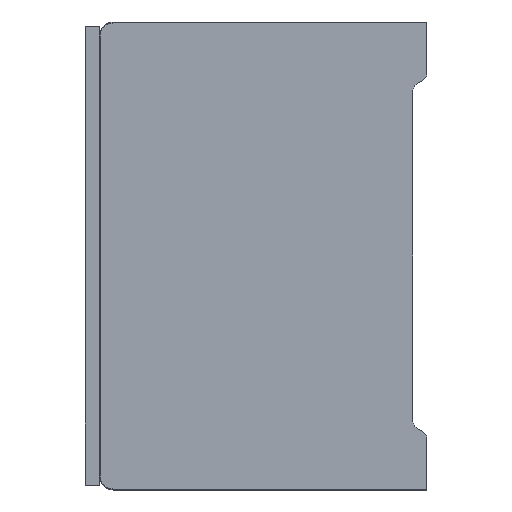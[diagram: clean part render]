
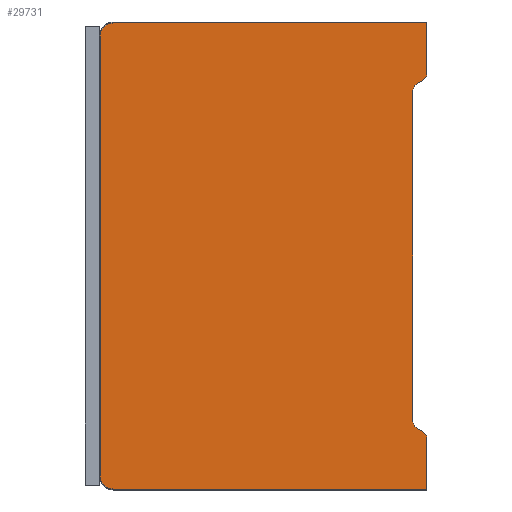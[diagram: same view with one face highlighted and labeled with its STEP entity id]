
A CAD part, left-side view. The second image highlights one B-rep face of the part: STEP entity #29731.
In plain terms, the highlighted planar face has unit normal (-1, 0, 0).
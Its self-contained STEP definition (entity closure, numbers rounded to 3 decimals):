
#3737=DIRECTION('',(0.,0.,1.));
#3738=VECTOR('',#3737,10.8);
#3739=CARTESIAN_POINT('',(0.,0.,-99.8));
#3740=LINE('',#3739,#3738);
#3757=DIRECTION('',(0.,0.,1.));
#3758=VECTOR('',#3757,70.226);
#3759=CARTESIAN_POINT('',(0.,3.,-85.113));
#3760=LINE('',#3759,#3758);
#3785=CARTESIAN_POINT('',(0.,67.,-97.));
#3786=DIRECTION('',(1.,0.,0.));
#3787=DIRECTION('',(0.,0.,-1.));
#3788=AXIS2_PLACEMENT_3D('',#3785,#3786,#3787);
#3790=CARTESIAN_POINT('',(0.,67.,-3.));
#3791=DIRECTION('',(1.,0.,0.));
#3792=DIRECTION('',(0.,1.,0.));
#3793=AXIS2_PLACEMENT_3D('',#3790,#3791,#3792);
#3795=CARTESIAN_POINT('',(0.,1.732,-11.));
#3796=DIRECTION('',(1.,0.,0.));
#3797=DIRECTION('',(0.,-1.,0.));
#3798=AXIS2_PLACEMENT_3D('',#3795,#3796,#3797);
#3800=DIRECTION('',(0.,0.866,-0.5));
#3801=VECTOR('',#3800,1.309);
#3802=CARTESIAN_POINT('',(0.,0.866,-12.5));
#3803=LINE('',#3802,#3801);
#3804=CARTESIAN_POINT('',(0.,1.,-14.887));
#3805=DIRECTION('',(-1.,0.,0.));
#3806=DIRECTION('',(0.,0.5,0.866));
#3807=AXIS2_PLACEMENT_3D('',#3804,#3805,#3806);
#3809=CARTESIAN_POINT('',(0.,1.,-85.113));
#3810=DIRECTION('',(-1.,0.,0.));
#3811=DIRECTION('',(0.,1.,0.));
#3812=AXIS2_PLACEMENT_3D('',#3809,#3810,#3811);
#3814=DIRECTION('',(0.,-0.866,-0.5));
#3815=VECTOR('',#3814,1.309);
#3816=CARTESIAN_POINT('',(0.,2.,
-86.845));
#3817=LINE('',#3816,#3815);
#3818=CARTESIAN_POINT('',(0.,1.732,-89.));
#3819=DIRECTION('',(1.,0.,0.));
#3820=DIRECTION('',(0.,-0.5,0.866));
#3821=AXIS2_PLACEMENT_3D('',#3818,#3819,#3820);
#3827=DIRECTION('',(0.,-1.,0.));
#3828=VECTOR('',#3827,67.);
#3829=CARTESIAN_POINT('',(0.,67.,
-99.8));
#3830=LINE('',#3829,#3828);
#16317=DIRECTION('',(0.,0.,-1.));
#16318=VECTOR('',#16317,94.);
#16319=CARTESIAN_POINT('',(0.,69.8,
-3.));
#16320=LINE('',#16319,#16318);
#16325=DIRECTION('',(0.,1.,0.));
#16326=VECTOR('',#16325,67.);
#16327=CARTESIAN_POINT('',(0.,0.,-0.2));
#16328=LINE('',#16327,#16326);
#16333=DIRECTION('',(0.,0.,1.));
#16334=VECTOR('',#16333,10.8);
#16335=CARTESIAN_POINT('',(0.,0.,-11.));
#16336=LINE('',#16335,#16334);
#21261=CARTESIAN_POINT('',(0.,67.,
-99.8));
#21262=CARTESIAN_POINT('',(0.,69.8,
-97.));
#21263=VERTEX_POINT('',#21261);
#21264=VERTEX_POINT('',#21262);
#21265=CARTESIAN_POINT('',(0.,0.,-99.8));
#21266=VERTEX_POINT('',#21265);
#21267=CARTESIAN_POINT('',(0.,69.8,
-3.));
#21268=VERTEX_POINT('',#21267);
#21269=CARTESIAN_POINT('',(0.,67.,
-0.2));
#21270=VERTEX_POINT('',#21269);
#21271=CARTESIAN_POINT('',(0.,0.,-0.2));
#21272=VERTEX_POINT('',#21271);
#21273=CARTESIAN_POINT('',(0.,0.,-11.));
#21274=VERTEX_POINT('',#21273);
#21275=CARTESIAN_POINT('',(0.,0.866,-12.5));
#21276=VERTEX_POINT('',#21275);
#21277=CARTESIAN_POINT('',(0.,2.,
-13.155));
#21278=VERTEX_POINT('',#21277);
#21279=CARTESIAN_POINT('',(0.,3.,-14.887));
#21280=VERTEX_POINT('',#21279);
#21281=CARTESIAN_POINT('',(0.,3.,-85.113));
#21282=VERTEX_POINT('',#21281);
#21283=CARTESIAN_POINT('',(0.,2.,
-86.845));
#21284=VERTEX_POINT('',#21283);
#21285=CARTESIAN_POINT('',(0.,0.866,-87.5));
#21286=VERTEX_POINT('',#21285);
#21287=CARTESIAN_POINT('',(0.,0.,-89.));
#21288=VERTEX_POINT('',#21287);
#29701=CARTESIAN_POINT('',(0.,34.9,-50.));
#29702=DIRECTION('',(1.,0.,0.));
#29703=DIRECTION('',(0.,0.,1.));
#29704=AXIS2_PLACEMENT_3D('',#29701,#29702,#29703);
#29705=PLANE('',#29704);
#29707=ORIENTED_EDGE('',*,*,#29706,.F.);
#29709=ORIENTED_EDGE('',*,*,#29708,.T.);
#29711=ORIENTED_EDGE('',*,*,#29710,.F.);
#29713=ORIENTED_EDGE('',*,*,#29712,.T.);
#29715=ORIENTED_EDGE('',*,*,#29714,.F.);
#29717=ORIENTED_EDGE('',*,*,#29716,.F.);
#29719=ORIENTED_EDGE('',*,*,#29718,.T.);
#29721=ORIENTED_EDGE('',*,*,#29720,.T.);
#29723=ORIENTED_EDGE('',*,*,#29722,.T.);
#29724=ORIENTED_EDGE('',*,*,#29680,.F.);
#29725=ORIENTED_EDGE('',*,*,#29669,.T.);
#29726=ORIENTED_EDGE('',*,*,#29654,.T.);
#29727=ORIENTED_EDGE('',*,*,#29639,.T.);
#29728=ORIENTED_EDGE('',*,*,#29624,.F.);
#29729=EDGE_LOOP('',(#29707,#29709,#29711,#29713,#29715,#29717,#29719,#29721,
#29723,#29724,#29725,#29726,#29727,#29728));
#29730=FACE_OUTER_BOUND('',#29729,.F.);
#3789=CIRCLE('',#3788,2.8);
#3794=CIRCLE('',#3793,2.8);
#3799=CIRCLE('',#3798,1.732);
#3808=CIRCLE('',#3807,2.);
#3813=CIRCLE('',#3812,2.);
#3822=CIRCLE('',#3821,1.732);
#29624=EDGE_CURVE('',#21266,#21288,#3740,.T.);
#29639=EDGE_CURVE('',#21286,#21288,#3822,.T.);
#29654=EDGE_CURVE('',#21284,#21286,#3817,.T.);
#29669=EDGE_CURVE('',#21282,#21284,#3813,.T.);
#29680=EDGE_CURVE('',#21282,#21280,#3760,.T.);
#29706=EDGE_CURVE('',#21263,#21266,#3830,.T.);
#29708=EDGE_CURVE('',#21263,#21264,#3789,.T.);
#29710=EDGE_CURVE('',#21268,#21264,#16320,.T.);
#29712=EDGE_CURVE('',#21268,#21270,#3794,.T.);
#29714=EDGE_CURVE('',#21272,#21270,#16328,.T.);
#29716=EDGE_CURVE('',#21274,#21272,#16336,.T.);
#29718=EDGE_CURVE('',#21274,#21276,#3799,.T.);
#29720=EDGE_CURVE('',#21276,#21278,#3803,.T.);
#29722=EDGE_CURVE('',#21278,#21280,#3808,.T.);
#29731=ADVANCED_FACE('',(#29730),#29705,.F.);
